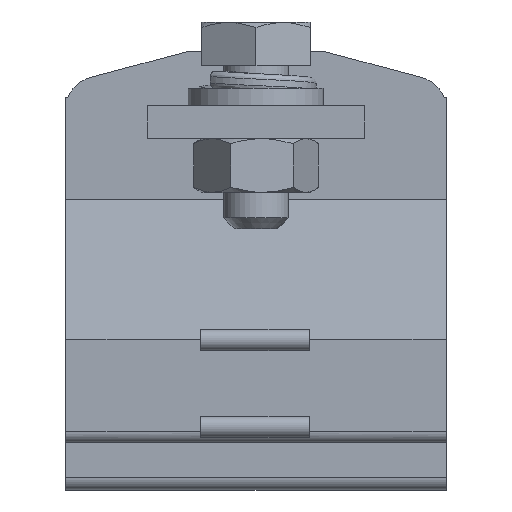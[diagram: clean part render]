
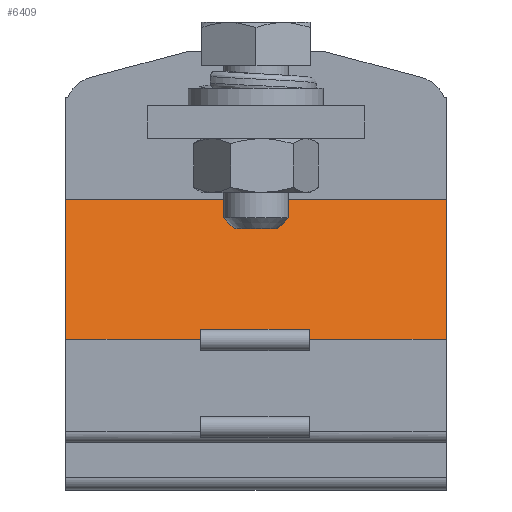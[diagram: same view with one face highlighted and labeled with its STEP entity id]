
A CAD part, left-side view. The second image highlights one B-rep face of the part: STEP entity #6409.
In plain terms, the highlighted planar face has unit normal (-0.966, 0, 0.259).
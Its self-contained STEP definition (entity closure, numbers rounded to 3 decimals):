
#1295=ORIENTED_EDGE('',*,*,#1838,.F.);
#1296=ORIENTED_EDGE('',*,*,#2226,.T.);
#1297=ORIENTED_EDGE('',*,*,#2208,.F.);
#1298=ORIENTED_EDGE('',*,*,#2224,.F.);
#1299=ORIENTED_EDGE('',*,*,#2203,.T.);
#1300=ORIENTED_EDGE('',*,*,#2227,.T.);
#1301=ORIENTED_EDGE('',*,*,#1853,.T.);
#1302=ORIENTED_EDGE('',*,*,#1825,.F.);
#1825=EDGE_CURVE('',#2476,#2478,#2896,.T.);
#1838=EDGE_CURVE('',#2488,#2476,#2909,.T.);
#1853=EDGE_CURVE('',#2495,#2478,#2922,.T.);
#2203=EDGE_CURVE('',#2742,#2741,#3139,.T.);
#2208=EDGE_CURVE('',#2744,#2745,#3144,.T.);
#2224=EDGE_CURVE('',#2742,#2744,#3158,.T.);
#2226=EDGE_CURVE('',#2488,#2745,#3160,.T.);
#2227=EDGE_CURVE('',#2741,#2495,#3161,.T.);
#2476=VERTEX_POINT('',#8267);
#2478=VERTEX_POINT('',#8270);
#2488=VERTEX_POINT('',#8294);
#2495=VERTEX_POINT('',#8321);
#2741=VERTEX_POINT('',#9728);
#2742=VERTEX_POINT('',#9730);
#2744=VERTEX_POINT('',#9738);
#2745=VERTEX_POINT('',#9740);
#2896=LINE('',#8269,#3221);
#2909=LINE('',#8295,#3234);
#2922=LINE('',#8323,#3247);
#3139=LINE('',#9729,#3464);
#3144=LINE('',#9739,#3469);
#3158=LINE('',#9768,#3483);
#3160=LINE('',#9771,#3485);
#3161=LINE('',#9772,#3486);
#3221=VECTOR('',#7025,1000.);
#3234=VECTOR('',#7042,1000.);
#3247=VECTOR('',#7071,1000.);
#3464=VECTOR('',#7662,1000.);
#3469=VECTOR('',#7671,1000.);
#3483=VECTOR('',#7693,1000.);
#3485=VECTOR('',#7697,1000.);
#3486=VECTOR('',#7698,1000.);
#3725=EDGE_LOOP('',(#1295,#1296,#1297,#1298,#1299,#1300,#1301,#1302));
#4050=FACE_BOUND('',#3725,.T.);
#4287=PLANE('',#6748);
#6409=ADVANCED_FACE('',(#4050),#4287,.T.);
#6748=AXIS2_PLACEMENT_3D('',#9773,#7699,#7700);
#7025=DIRECTION('',(0.,1.,0.));
#7042=DIRECTION('',(0.259,0.,0.966));
#7071=DIRECTION('',(0.259,0.,0.966));
#7662=DIRECTION('',(-0.259,0.,-0.966));
#7671=DIRECTION('',(-0.259,0.,-0.966));
#7693=DIRECTION('',(0.,-1.,0.));
#7697=DIRECTION('',(0.,-1.,0.));
#7698=DIRECTION('',(0.,-1.,0.));
#7699=DIRECTION('',(-0.966,0.,0.259));
#7700=DIRECTION('',(0.259,0.,0.966));
#8267=CARTESIAN_POINT('',(-43.202,12.6,-25.55));
#8269=CARTESIAN_POINT('',(-43.202,22.6,-25.55));
#8270=CARTESIAN_POINT('',(-43.202,22.6,-25.55));
#8294=CARTESIAN_POINT('',(-43.45,12.6,-26.476));
#8295=CARTESIAN_POINT('',(-44.251,12.6,-29.467));
#8321=CARTESIAN_POINT('',(-43.45,22.6,-26.476));
#8323=CARTESIAN_POINT('',(-40.,22.6,-13.6));
#9728=CARTESIAN_POINT('',(-43.45,35.,-26.476));
#9729=CARTESIAN_POINT('',(-40.,35.,-13.6));
#9730=CARTESIAN_POINT('',(-40.,35.,-13.6));
#9738=CARTESIAN_POINT('',(-40.,0.,-13.6));
#9739=CARTESIAN_POINT('',(-40.,0.,-13.6));
#9740=CARTESIAN_POINT('',(-43.45,0.,-26.476));
#9768=CARTESIAN_POINT('',(-40.,35.,-13.6));
#9771=CARTESIAN_POINT('',(-43.45,35.,-26.476));
#9772=CARTESIAN_POINT('',(-43.45,35.,-26.476));
#9773=CARTESIAN_POINT('',(-40.,35.,-13.6));
